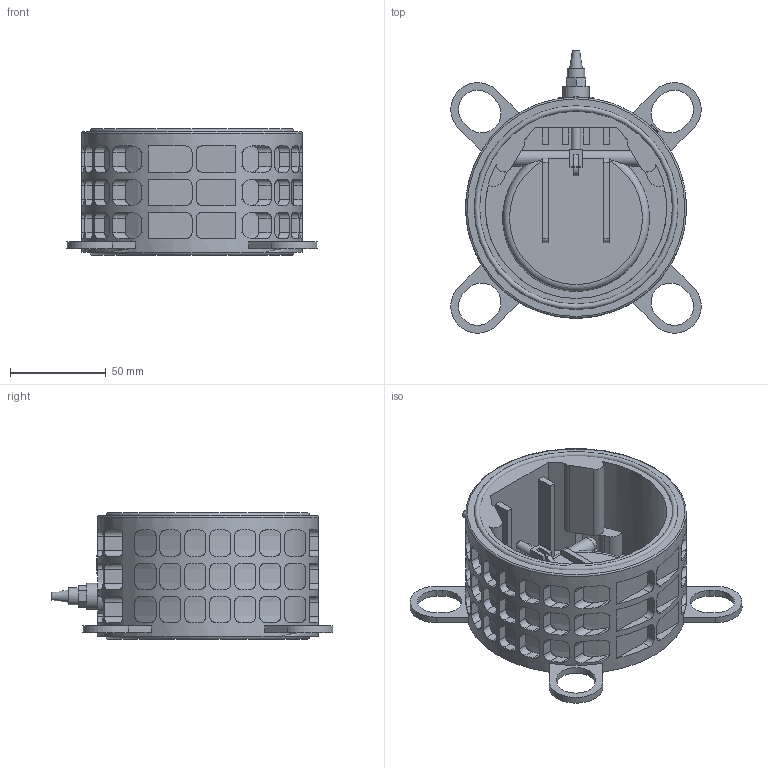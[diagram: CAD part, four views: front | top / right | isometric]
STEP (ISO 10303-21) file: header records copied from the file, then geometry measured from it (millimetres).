
FILE_DESCRIPTION(/* description */ ('PP-GR Check Valve type K4 with indicator and EPDM O-ring, Ø75/DN65, PN10'),/* implementation_level */ '2;1');
FILE_NAME(/* name */ 'CVK4GM-E-075',/* time_stamp */ '2021-11-25T13:21:37+01:00',/* author */ ('COAB Solutions'),/* organization */ ('GPA Flowsystem'),/* preprocessor_version */ 'ST-DEVELOPER v18.1',/* originating_system */ 'www.coabsolutions.com',/* authorisation */ 'unknown authorization');
FILE_SCHEMA (('AUTOMOTIVE_DESIGN { 1 0 10303 214 3 1 1 }'));
Length unit declared in the file: millimetre
Products named in the file (1): CVK4GM-E-075
Bounding box: 130.42 x 146.94 x 65.83 mm (x, y, z)
Volume: 252861.9 mm3; surface area: 100854.7 mm2
Topology: 3 solids, 3 shells, 686 faces, 1828 edges, 1215 vertices
Faces by surface type: plane 356, cylinder 301, bspline 22, torus 4, sphere 2, cone 1
Full cylindrical faces by diameter (mm): 4.954 x1, 8.103 x1, 9 x1, 13.548 x1, 100.521 x2, 106.187 x2, 115 x1
Entity records: 24740 total; most frequent: CARTESIAN_POINT 8021, ORIENTED_EDGE 3652, DIRECTION 3099, EDGE_CURVE 1826, VERTEX_POINT 1215, AXIS2_PLACEMENT_3D 1043, LINE 1013, VECTOR 1013
